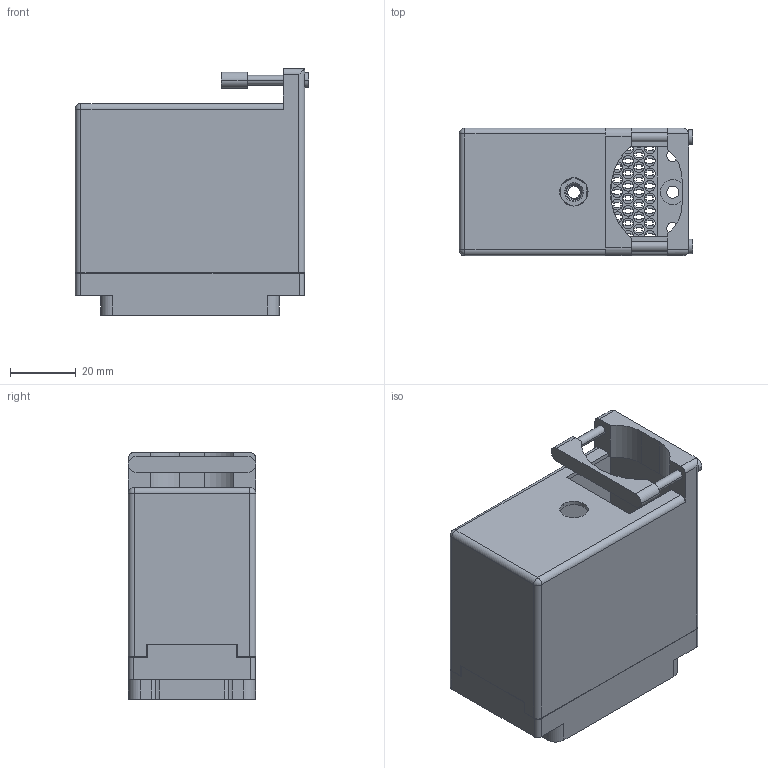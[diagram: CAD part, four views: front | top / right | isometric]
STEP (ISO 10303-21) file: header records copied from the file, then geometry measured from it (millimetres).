
FILE_DESCRIPTION (( 'STEP AP203' ), '1' );
FILE_NAME ('516-120-000-366.STEP', '2020-03-11T01:51:08', ( '' ), ( '' ), 'SwSTEP 2.0', 'SolidWorks 2016', '' );
FILE_SCHEMA (( 'CONFIG_CONTROL_DESIGN' ));
Length unit declared in the file: inch
Products named in the file (4): 516-230-001_Metal - 120 Top Entry; 516-120-000-366; 516 Plug Insulator_120; 516-252-095-100
Assembly tree (3 placements, depth 2):
  516-120-000-366
    516 Plug Insulator_120
    516-230-001_Metal - 120 Top Entry
    516-252-095-100
Bounding box: 71.25 x 38.86 x 75.26 mm (x, y, z)
Volume: 37881.1 mm3; surface area: 54933.2 mm2
Topology: 3 solids, 3 shells, 2494 faces, 7403 edges, 4927 vertices
Faces by surface type: plane 1844, cylinder 630, cone 12, bspline 6, sphere 2
Entity records: 86232 total; most frequent: CARTESIAN_POINT 16870, ORIENTED_EDGE 14802, DIRECTION 14074, EDGE_CURVE 7401, VECTOR 5608, LINE 5608, VERTEX_POINT 4927, AXIS2_PLACEMENT_3D 4233
